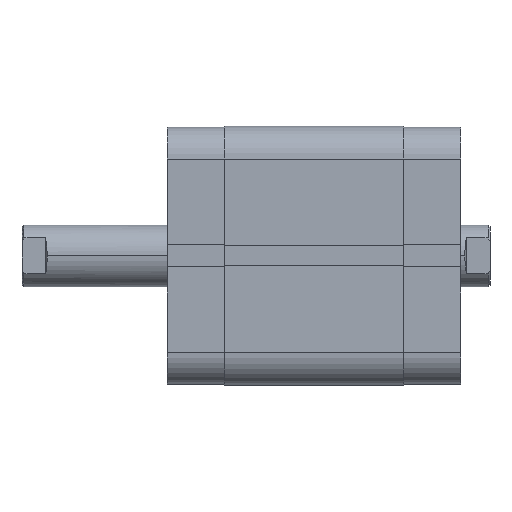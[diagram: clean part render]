
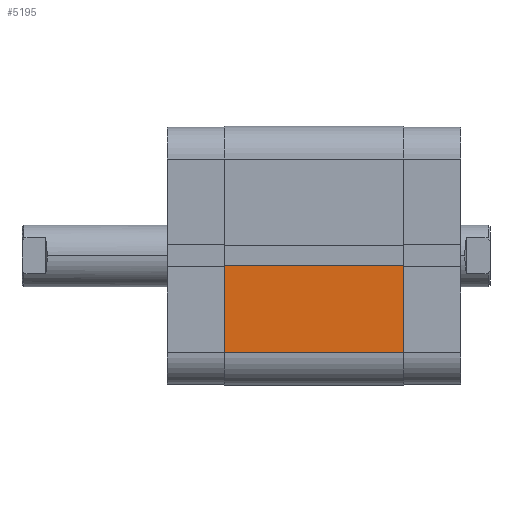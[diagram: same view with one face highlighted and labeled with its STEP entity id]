
A CAD part, top view. The second image highlights one B-rep face of the part: STEP entity #5195.
In plain terms, the highlighted face is planar.
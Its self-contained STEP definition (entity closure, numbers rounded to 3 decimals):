
#726 = EDGE_CURVE ( 'NONE', #3594, #3592, #4547, .T. ) ;
#730 = EDGE_CURVE ( 'NONE', #3592, #3591, #4555, .T. ) ;
#733 = EDGE_CURVE ( 'NONE', #3594, #3593, #4560, .T. ) ;
#734 = EDGE_CURVE ( 'NONE', #3593, #3591, #4558, .T. ) ;
#937 = EDGE_LOOP ( 'NONE', ( #1170, #1169, #1168, #1167 ) ) ;
#1167 = ORIENTED_EDGE ( 'NONE', *, *, #730, .T. ) ;
#1168 = ORIENTED_EDGE ( 'NONE', *, *, #726, .T. ) ;
#1169 = ORIENTED_EDGE ( 'NONE', *, *, #733, .F. ) ;
#1170 = ORIENTED_EDGE ( 'NONE', *, *, #734, .F. ) ;
#1925 = AXIS2_PLACEMENT_3D ( 'NONE', #5983, #5989, #5990 ) ;
#2559 = CARTESIAN_POINT ( 'NONE',  ( 33.5, -73.841, 46.5 ) ) ;
#2560 = DIRECTION ( 'NONE',  ( 0., -1., 0. ) ) ;
#2562 = CARTESIAN_POINT ( 'NONE',  ( 33.5, -73.841, 0. ) ) ;
#2568 = CARTESIAN_POINT ( 'NONE',  ( 33.5, -25., 46.5 ) ) ;
#2569 = DIRECTION ( 'NONE',  ( 0., 0., -1. ) ) ;
#2574 = CARTESIAN_POINT ( 'NONE',  ( 33.5, -2.6, 46.5 ) ) ;
#2575 = DIRECTION ( 'NONE',  ( 0., 0., -1. ) ) ;
#2577 = DIRECTION ( 'NONE',  ( 0., -1., 0. ) ) ;
#3591 = VERTEX_POINT ( 'NONE', #5510 ) ;
#3592 = VERTEX_POINT ( 'NONE', #5511 ) ;
#3593 = VERTEX_POINT ( 'NONE', #5512 ) ;
#3594 = VERTEX_POINT ( 'NONE', #5513 ) ;
#4547 = LINE ( 'NONE', #2559, #4548 ) ;
#4548 = VECTOR ( 'NONE', #2560, 1000. ) ;
#4555 = LINE ( 'NONE', #2568, #4556 ) ;
#4556 = VECTOR ( 'NONE', #2569, 1000. ) ;
#4558 = LINE ( 'NONE', #2562, #4562 ) ;
#4560 = LINE ( 'NONE', #2574, #4561 ) ;
#4561 = VECTOR ( 'NONE', #2575, 1000. ) ;
#4562 = VECTOR ( 'NONE', #2577, 1000. ) ;
#5195 = ADVANCED_FACE ( 'NONE', ( #6773 ), #5980, .T. ) ;
#5510 = CARTESIAN_POINT ( 'NONE',  ( 33.5, -25., 0. ) ) ;
#5511 = CARTESIAN_POINT ( 'NONE',  ( 33.5, -25., 46.5 ) ) ;
#5512 = CARTESIAN_POINT ( 'NONE',  ( 33.5, -2.6, 0. ) ) ;
#5513 = CARTESIAN_POINT ( 'NONE',  ( 33.5, -2.6, 46.5 ) ) ;
#5980 = PLANE ( 'NONE',  #1925 ) ;
#5983 = CARTESIAN_POINT ( 'NONE',  ( 33.5, -73.841, 46.5 ) ) ;
#5989 = DIRECTION ( 'NONE',  ( 1., 0., 0. ) ) ;
#5990 = DIRECTION ( 'NONE',  ( 0., 1., 0. ) ) ;
#6773 = FACE_OUTER_BOUND ( 'NONE', #937, .T. ) ;
